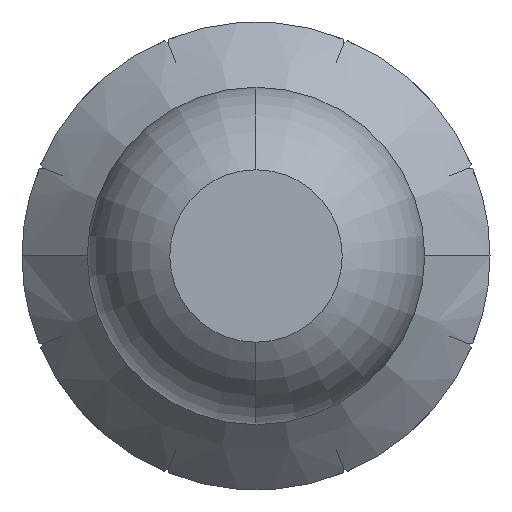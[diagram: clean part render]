
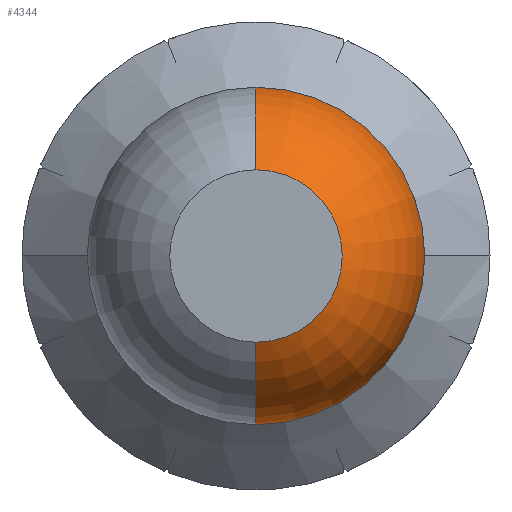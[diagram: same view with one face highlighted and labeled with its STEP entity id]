
A CAD part, front view. The second image highlights one B-rep face of the part: STEP entity #4344.
In plain terms, the highlighted toroidal (fillet/blend) face has major radius 0.035 mm and minor radius 0.65 mm.
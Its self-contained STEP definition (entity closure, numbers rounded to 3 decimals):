
#53 = AXIS2_PLACEMENT_3D ( 'NONE', #233, #3729, #162 ) ;
#118 = DIRECTION ( 'NONE',  ( 0., 0., -1. ) ) ;
#148 = CARTESIAN_POINT ( 'NONE',  ( 0., -24.431, 0.685 ) ) ;
#162 = DIRECTION ( 'NONE',  ( 0., 0., -1. ) ) ;
#233 = CARTESIAN_POINT ( 'NONE',  ( 0., -24.431, 0.035 ) ) ;
#341 = CIRCLE ( 'NONE', #1275, 0.685 ) ;
#438 = DIRECTION ( 'NONE',  ( 0., 0., 1. ) ) ;
#492 = ORIENTED_EDGE ( 'NONE', *, *, #2845, .T. ) ;
#652 = EDGE_CURVE ( 'NONE', #1829, #1777, #4328, .T. ) ;
#675 = DIRECTION ( 'NONE',  ( 0., -1., 0. ) ) ;
#985 = VERTEX_POINT ( 'NONE', #4214 ) ;
#1249 = ORIENTED_EDGE ( 'NONE', *, *, #652, .F. ) ;
#1275 = AXIS2_PLACEMENT_3D ( 'NONE', #1890, #1904, #1930 ) ;
#1428 = AXIS2_PLACEMENT_3D ( 'NONE', #2196, #3638, #438 ) ;
#1459 = CIRCLE ( 'NONE', #53, 0.65 ) ;
#1671 = TOROIDAL_SURFACE ( 'NONE', #3931, 0.035, 0.65 ) ;
#1767 = CARTESIAN_POINT ( 'NONE',  ( 0., -25., -0.35 ) ) ;
#1777 = VERTEX_POINT ( 'NONE', #1767 ) ;
#1829 = VERTEX_POINT ( 'NONE', #4562 ) ;
#1845 = AXIS2_PLACEMENT_3D ( 'NONE', #3434, #675, #2393 ) ;
#1890 = CARTESIAN_POINT ( 'NONE',  ( 0., -24.431, 0. ) ) ;
#1904 = DIRECTION ( 'NONE',  ( 0., -1., 0. ) ) ;
#1930 = DIRECTION ( 'NONE',  ( 0., 0., -1. ) ) ;
#2196 = CARTESIAN_POINT ( 'NONE',  ( 0., -24.431, -0.035 ) ) ;
#2347 = EDGE_CURVE ( 'Defeature ausgef�hrt1_33+Defeature ausgef�hrt1_4+Defeature ausgef�hrt1_4+Defeature ausgef�hrt1_4', #1777, #985, #2413, .T. ) ;
#2393 = DIRECTION ( 'NONE',  ( 0., 0., -1. ) ) ;
#2413 = CIRCLE ( 'NONE', #1845, 0.35 ) ;
#2765 = EDGE_CURVE ( 'Defeature ausgef�hrt1_4+Defeature ausgef�hrt1_5+Defeature ausgef�hrt1_5+Defeature ausgef�hrt1_5', #1829, #4018, #341, .T. ) ;
#2845 = EDGE_CURVE ( 'NONE', #4018, #985, #1459, .T. ) ;
#3161 = ORIENTED_EDGE ( 'NONE', *, *, #2347, .F. ) ;
#3188 = EDGE_LOOP ( 'NONE', ( #4341, #492, #3161, #1249 ) ) ;
#3434 = CARTESIAN_POINT ( 'NONE',  ( 0., -25., 0. ) ) ;
#3524 = FACE_OUTER_BOUND ( 'NONE', #3188, .T. ) ;
#3638 = DIRECTION ( 'NONE',  ( -1., 0., 0. ) ) ;
#3729 = DIRECTION ( 'NONE',  ( 1., 0., 0. ) ) ;
#3931 = AXIS2_PLACEMENT_3D ( 'NONE', #4015, #4421, #118 ) ;
#4015 = CARTESIAN_POINT ( 'NONE',  ( 0., -24.431, 0. ) ) ;
#4018 = VERTEX_POINT ( 'NONE', #148 ) ;
#4214 = CARTESIAN_POINT ( 'NONE',  ( 0., -25., 0.35 ) ) ;
#4328 = CIRCLE ( 'NONE', #1428, 0.65 ) ;
#4341 = ORIENTED_EDGE ( 'NONE', *, *, #2765, .T. ) ;
#4344 = ADVANCED_FACE ( 'Defeature ausgef�hrt1_4', ( #3524 ), #1671, .T. ) ;
#4421 = DIRECTION ( 'NONE',  ( 0., -1., 0. ) ) ;
#4562 = CARTESIAN_POINT ( 'NONE',  ( 0., -24.431, -0.685 ) ) ;
